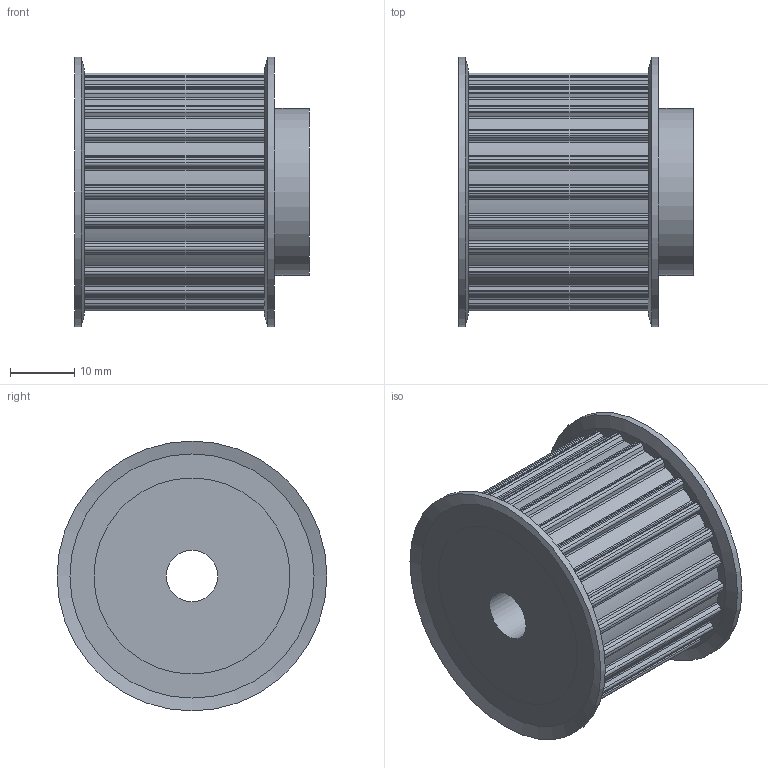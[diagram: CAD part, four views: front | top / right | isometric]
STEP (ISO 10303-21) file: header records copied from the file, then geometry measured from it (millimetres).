
FILE_DESCRIPTION(/* description */ ('Alibre Inc.'),/* implementation_level */ '2;1');
FILE_NAME(/* name */ 'export-EEBAF684-C983-4345-9E77-08BE7B4202FE',/* time_stamp */ '2023-12-11T16:49:08+01:00',/* author */ (''),/* organization */ (''),/* preprocessor_version */ 'ST-DEVELOPER v17',/* originating_system */ 'Alibre',/* authorisation */ '');
FILE_SCHEMA (('AUTOMOTIVE_DESIGN'));
Length unit declared in the file: millimetre
Products named in the file (3): 5030000208; 60036024BODY; 60036024
Bounding box: 36.54 x 42 x 42 mm (x, y, z)
Volume: 31948 mm3; surface area: 10528.3 mm2
Topology: 3 solids, 3 shells, 230 faces, 667 edges, 446 vertices
Faces by surface type: cylinder 169, plane 57, cone 4
Full cylindrical faces by diameter (mm): 8 x1, 26 x1, 30.5 x4, 42 x2
Entity records: 7437 total; most frequent: DIRECTION 1322, ORIENTED_EDGE 1306, CARTESIAN_POINT 1281, EDGE_CURVE 653, AXIS2_PLACEMENT_3D 532, VERTEX_POINT 436, VECTOR 313, LINE 313
